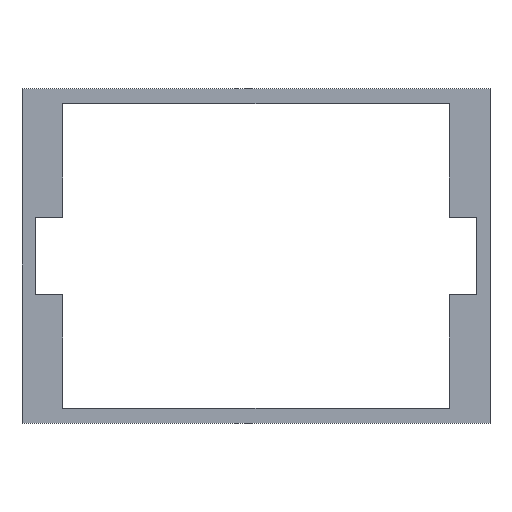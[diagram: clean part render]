
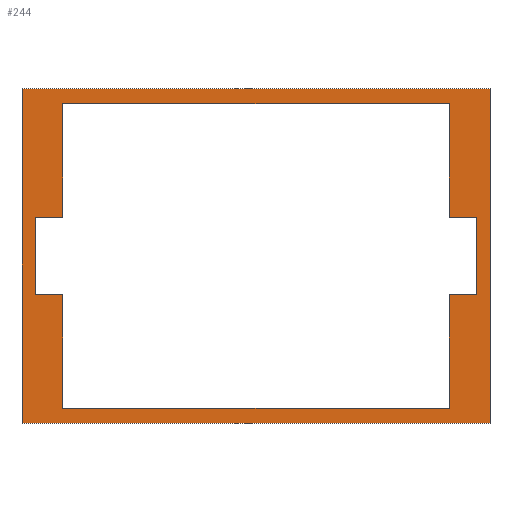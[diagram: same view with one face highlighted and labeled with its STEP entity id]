
A CAD part, top view. The second image highlights one B-rep face of the part: STEP entity #244.
In plain terms, the highlighted planar face has unit normal (0, 0, 1).
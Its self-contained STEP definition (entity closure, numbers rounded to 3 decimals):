
#70=CARTESIAN_POINT('Vertex',(-135.,211.5,15.)) ;
#73=CARTESIAN_POINT('Line Origine',(-153.5,211.5,15.)) ;
#77=CARTESIAN_POINT('Vertex',(-172.,211.5,15.)) ;
#97=CARTESIAN_POINT('Line Origine',(-172.,159.,15.)) ;
#101=CARTESIAN_POINT('Vertex',(-172.,106.5,15.)) ;
#123=CARTESIAN_POINT('Axis2P3D Location',(0.,0.,15.)) ;
#128=CARTESIAN_POINT('Line Origine',(-190.,159.,15.)) ;
#132=CARTESIAN_POINT('Vertex',(-190.,385.5,15.)) ;
#134=CARTESIAN_POINT('Vertex',(-190.,-67.5,15.)) ;
#137=CARTESIAN_POINT('Line Origine',(127.,-67.5,15.)) ;
#141=CARTESIAN_POINT('Vertex',(444.,-67.5,15.)) ;
#144=CARTESIAN_POINT('Line Origine',(444.,159.,15.)) ;
#148=CARTESIAN_POINT('Vertex',(444.,385.5,15.)) ;
#151=CARTESIAN_POINT('Line Origine',(127.,385.5,15.)) ;
#162=CARTESIAN_POINT('Line Origine',(-153.5,106.5,15.)) ;
#166=CARTESIAN_POINT('Vertex',(-135.,106.5,15.)) ;
#169=CARTESIAN_POINT('Line Origine',(-135.,288.5,15.)) ;
#173=CARTESIAN_POINT('Vertex',(-135.,365.5,15.)) ;
#176=CARTESIAN_POINT('Line Origine',(127.,365.5,15.)) ;
#180=CARTESIAN_POINT('Vertex',(389.,365.5,15.)) ;
#183=CARTESIAN_POINT('Line Origine',(389.,288.5,15.)) ;
#187=CARTESIAN_POINT('Vertex',(389.,211.5,15.)) ;
#190=CARTESIAN_POINT('Line Origine',(407.5,211.5,15.)) ;
#194=CARTESIAN_POINT('Vertex',(426.,211.5,15.)) ;
#197=CARTESIAN_POINT('Line Origine',(426.,159.,15.)) ;
#201=CARTESIAN_POINT('Vertex',(426.,106.5,15.)) ;
#204=CARTESIAN_POINT('Line Origine',(407.5,106.5,15.)) ;
#208=CARTESIAN_POINT('Vertex',(389.,106.5,15.)) ;
#211=CARTESIAN_POINT('Line Origine',(389.,29.5,15.)) ;
#215=CARTESIAN_POINT('Vertex',(389.,-47.5,15.)) ;
#218=CARTESIAN_POINT('Line Origine',(127.,-47.5,15.)) ;
#222=CARTESIAN_POINT('Vertex',(-135.,-47.5,15.)) ;
#225=CARTESIAN_POINT('Line Origine',(-135.,29.5,15.)) ;
#74=DIRECTION('Vector Direction',(1.,0.,0.)) ;
#98=DIRECTION('Vector Direction',(0.,-1.,0.)) ;
#124=DIRECTION('Axis2P3D Direction',(0.,0.,1.)) ;
#125=DIRECTION('Axis2P3D XDirection',(1.,0.,0.)) ;
#129=DIRECTION('Vector Direction',(0.,-1.,0.)) ;
#138=DIRECTION('Vector Direction',(-1.,0.,0.)) ;
#145=DIRECTION('Vector Direction',(0.,1.,0.)) ;
#152=DIRECTION('Vector Direction',(1.,0.,0.)) ;
#163=DIRECTION('Vector Direction',(-1.,0.,0.)) ;
#170=DIRECTION('Vector Direction',(0.,-1.,0.)) ;
#177=DIRECTION('Vector Direction',(1.,0.,0.)) ;
#184=DIRECTION('Vector Direction',(0.,1.,0.)) ;
#191=DIRECTION('Vector Direction',(-1.,0.,0.)) ;
#198=DIRECTION('Vector Direction',(0.,-1.,0.)) ;
#205=DIRECTION('Vector Direction',(1.,0.,0.)) ;
#212=DIRECTION('Vector Direction',(0.,1.,0.)) ;
#219=DIRECTION('Vector Direction',(-1.,0.,0.)) ;
#226=DIRECTION('Vector Direction',(0.,-1.,0.)) ;
#126=AXIS2_PLACEMENT_3D('Plane Axis2P3D',#123,#124,#125) ;
#157=ORIENTED_EDGE('',*,*,#136,.T.) ;
#158=ORIENTED_EDGE('',*,*,#143,.T.) ;
#159=ORIENTED_EDGE('',*,*,#150,.T.) ;
#160=ORIENTED_EDGE('',*,*,#155,.T.) ;
#231=ORIENTED_EDGE('',*,*,#168,.F.) ;
#232=ORIENTED_EDGE('',*,*,#103,.F.) ;
#233=ORIENTED_EDGE('',*,*,#79,.F.) ;
#234=ORIENTED_EDGE('',*,*,#175,.F.) ;
#235=ORIENTED_EDGE('',*,*,#182,.F.) ;
#236=ORIENTED_EDGE('',*,*,#189,.F.) ;
#237=ORIENTED_EDGE('',*,*,#196,.F.) ;
#238=ORIENTED_EDGE('',*,*,#203,.F.) ;
#239=ORIENTED_EDGE('',*,*,#210,.F.) ;
#240=ORIENTED_EDGE('',*,*,#217,.F.) ;
#241=ORIENTED_EDGE('',*,*,#224,.F.) ;
#242=ORIENTED_EDGE('',*,*,#229,.F.) ;
#243=FACE_BOUND('',#230,.T.) ;
#75=VECTOR('Line Direction',#74,1.) ;
#99=VECTOR('Line Direction',#98,1.) ;
#130=VECTOR('Line Direction',#129,1.) ;
#139=VECTOR('Line Direction',#138,1.) ;
#146=VECTOR('Line Direction',#145,1.) ;
#153=VECTOR('Line Direction',#152,1.) ;
#164=VECTOR('Line Direction',#163,1.) ;
#171=VECTOR('Line Direction',#170,1.) ;
#178=VECTOR('Line Direction',#177,1.) ;
#185=VECTOR('Line Direction',#184,1.) ;
#192=VECTOR('Line Direction',#191,1.) ;
#199=VECTOR('Line Direction',#198,1.) ;
#206=VECTOR('Line Direction',#205,1.) ;
#213=VECTOR('Line Direction',#212,1.) ;
#220=VECTOR('Line Direction',#219,1.) ;
#227=VECTOR('Line Direction',#226,1.) ;
#244=ADVANCED_FACE('Corps principal',(#161,#243),#127,.T.) ;
#79=EDGE_CURVE('',#71,#78,#76,.F.) ;
#103=EDGE_CURVE('',#78,#102,#100,.T.) ;
#136=EDGE_CURVE('',#133,#135,#131,.T.) ;
#143=EDGE_CURVE('',#135,#142,#140,.F.) ;
#150=EDGE_CURVE('',#142,#149,#147,.T.) ;
#155=EDGE_CURVE('',#149,#133,#154,.F.) ;
#168=EDGE_CURVE('',#102,#167,#165,.F.) ;
#175=EDGE_CURVE('',#174,#71,#172,.T.) ;
#182=EDGE_CURVE('',#181,#174,#179,.F.) ;
#189=EDGE_CURVE('',#188,#181,#186,.T.) ;
#196=EDGE_CURVE('',#195,#188,#193,.T.) ;
#203=EDGE_CURVE('',#202,#195,#200,.F.) ;
#210=EDGE_CURVE('',#209,#202,#207,.T.) ;
#217=EDGE_CURVE('',#216,#209,#214,.T.) ;
#224=EDGE_CURVE('',#223,#216,#221,.F.) ;
#229=EDGE_CURVE('',#167,#223,#228,.T.) ;
#156=EDGE_LOOP('',(#157,#158,#159,#160)) ;
#230=EDGE_LOOP('',(#231,#232,#233,#234,#235,#236,#237,#238,#239,#240,#241,#242)) ;
#161=FACE_OUTER_BOUND('',#156,.T.) ;
#76=LINE('Line',#73,#75) ;
#100=LINE('Line',#97,#99) ;
#131=LINE('Line',#128,#130) ;
#140=LINE('Line',#137,#139) ;
#147=LINE('Line',#144,#146) ;
#154=LINE('Line',#151,#153) ;
#165=LINE('Line',#162,#164) ;
#172=LINE('Line',#169,#171) ;
#179=LINE('Line',#176,#178) ;
#186=LINE('Line',#183,#185) ;
#193=LINE('Line',#190,#192) ;
#200=LINE('Line',#197,#199) ;
#207=LINE('Line',#204,#206) ;
#214=LINE('Line',#211,#213) ;
#221=LINE('Line',#218,#220) ;
#228=LINE('Line',#225,#227) ;
#127=PLANE('',#126) ;
#71=VERTEX_POINT('',#70) ;
#78=VERTEX_POINT('',#77) ;
#102=VERTEX_POINT('',#101) ;
#133=VERTEX_POINT('',#132) ;
#135=VERTEX_POINT('',#134) ;
#142=VERTEX_POINT('',#141) ;
#149=VERTEX_POINT('',#148) ;
#167=VERTEX_POINT('',#166) ;
#174=VERTEX_POINT('',#173) ;
#181=VERTEX_POINT('',#180) ;
#188=VERTEX_POINT('',#187) ;
#195=VERTEX_POINT('',#194) ;
#202=VERTEX_POINT('',#201) ;
#209=VERTEX_POINT('',#208) ;
#216=VERTEX_POINT('',#215) ;
#223=VERTEX_POINT('',#222) ;
